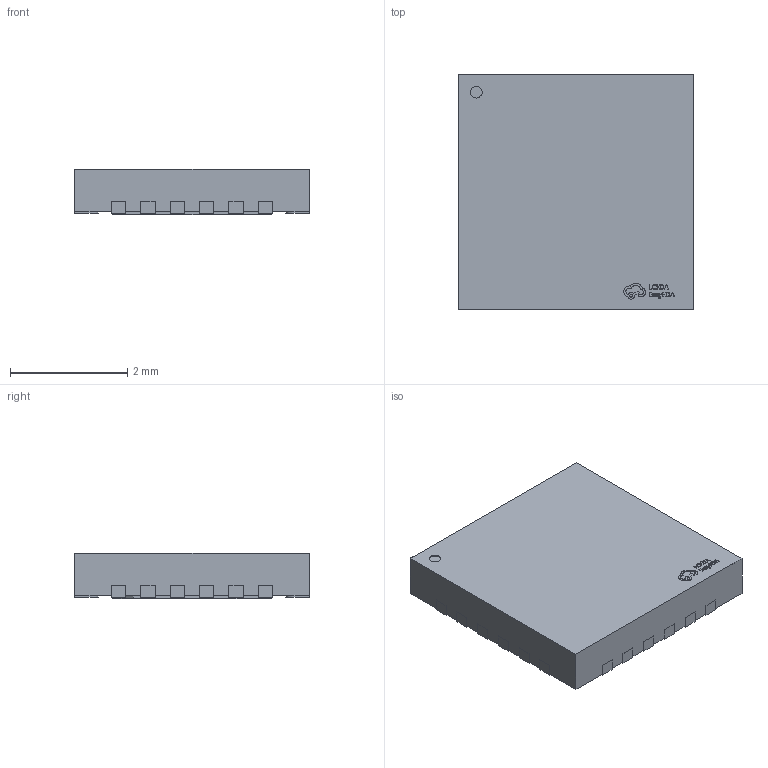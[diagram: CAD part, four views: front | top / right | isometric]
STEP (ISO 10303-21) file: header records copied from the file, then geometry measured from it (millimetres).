
FILE_DESCRIPTION (( 'STEP AP214' ), '1' );
FILE_NAME ('WQFN-24_L4.0-W4.0-P0.50-TL-EP2.7.step', '2022-07-15T04:23:51', ( '' ), ( '' ), 'SwSTEP 2.0', 'SolidWorks 2020', '' );
FILE_SCHEMA (( 'AUTOMOTIVE_DESIGN' ));
Length unit declared in the file: millimetre
Products named in the file (1): WQFN-24_L4.0-W4.0-P0.50-TL-EP2.7
Bounding box: 4 x 4 x 0.78 mm (x, y, z)
Volume: 12.1 mm3; surface area: 45 mm2
Topology: 14 solids, 14 shells, 455 faces, 1254 edges, 836 vertices
Faces by surface type: plane 311, bspline 112, cylinder 32
Entity records: 20097 total; most frequent: CARTESIAN_POINT 4650, ORIENTED_EDGE 2508, DIRECTION 1778, EDGE_CURVE 1254, VECTOR 962, LINE 962, VERTEX_POINT 836, EDGE_LOOP 476
